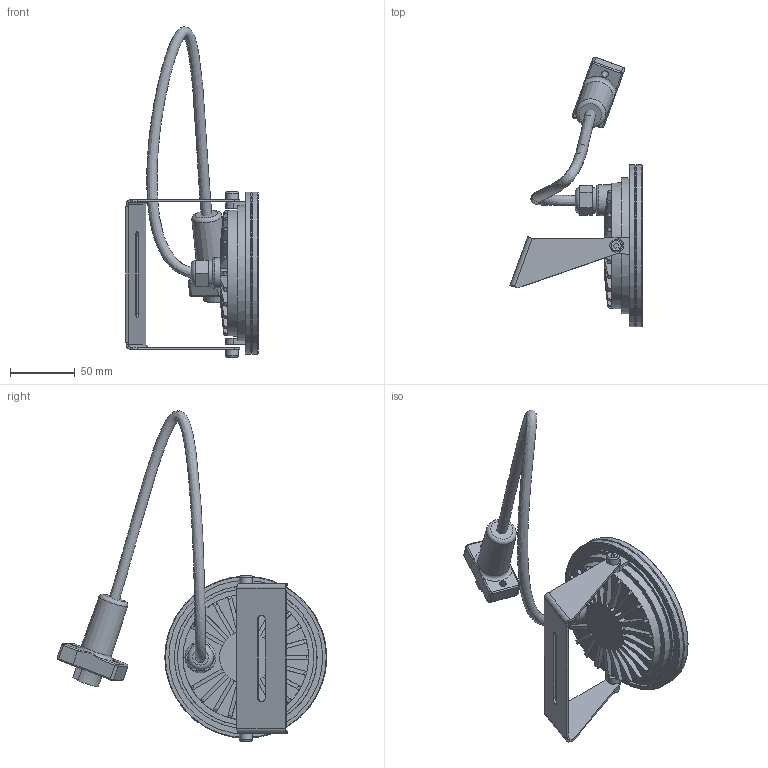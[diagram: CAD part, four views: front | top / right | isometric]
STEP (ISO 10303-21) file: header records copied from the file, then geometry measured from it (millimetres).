
FILE_DESCRIPTION(/* description */ (''),/* implementation_level */ '2;1');
FILE_NAME(/* name */ '50717_Profilux_Led 320_überprüft_mit stecker.stp',/* time_stamp */ '2014-09-25T10:14:37+02:00',/* author */ ('guzb562'),/* organization */ (''),/* preprocessor_version */ 'ST-DEVELOPER v15.2',/* originating_system */ 'Autodesk Inventor 2014',/* authorisation */ '');
FILE_SCHEMA (('AUTOMOTIVE_DESIGN { 1 0 10303 214 3 1 1 }'));
Length unit declared in the file: millimetre
Products named in the file (6): 50717_Profilux_Led 320_SB; Scheinwerferhalter_Profilux320_sb; stecker female; 50717_Profilux_Led 320_SBG.Kabelbaum1; 50717_Profilux_Led 320_SBG
Bounding box: 101.86 x 208.03 x 254.92 mm (x, y, z)
Volume: 228220.4 mm3; surface area: 87113.8 mm2
Topology: 3 solids, 4 shells, 712 faces, 1701 edges, 1063 vertices
Faces by surface type: plane 470, cylinder 117, bspline 97, torus 15, cone 13
Full cylindrical faces by diameter (mm): 5 x2, 5.216 x2, 6.5 x2, 8 x1, 9.811 x2, 10 x9, 10.7 x6, 19.862 x1, 22 x3, 23.862 x1, 85.827 x1, 90.038 x1, 92.753 x1, 109.993 x1, 118.695 x1, 125.01 x2
Entity records: 23775 total; most frequent: CARTESIAN_POINT 7685, ORIENTED_EDGE 3310, DIRECTION 3069, EDGE_CURVE 1635, LINE 1103, VECTOR 1103, VERTEX_POINT 1059, AXIS2_PLACEMENT_3D 983
